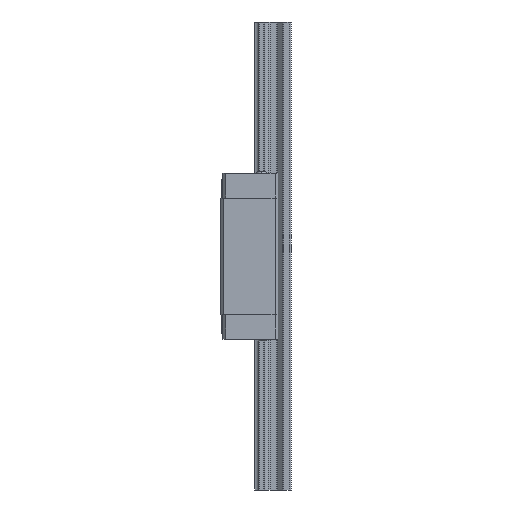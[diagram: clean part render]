
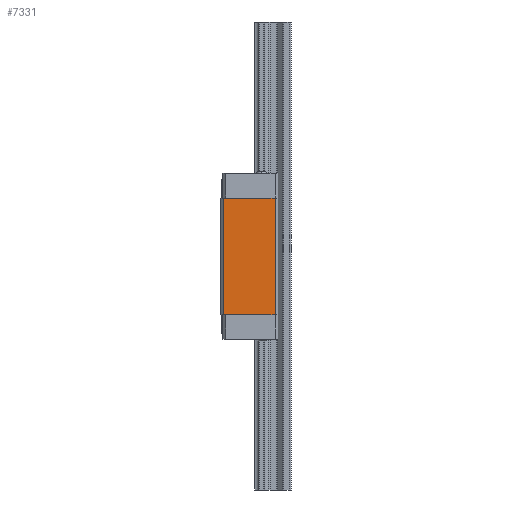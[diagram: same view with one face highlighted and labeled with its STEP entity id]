
A CAD part, left-side view. The second image highlights one B-rep face of the part: STEP entity #7331.
In plain terms, the highlighted planar face has unit normal (-1, 0, 0).
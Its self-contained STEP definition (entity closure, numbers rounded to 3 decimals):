
#604=DIRECTION('',(0.,0.,1.));
#605=VECTOR('',#604,39.8);
#606=CARTESIAN_POINT('',(-17.,-18.5,0.));
#607=LINE('',#606,#605);
#612=DIRECTION('',(0.,0.,1.));
#613=VECTOR('',#612,39.8);
#614=CARTESIAN_POINT('',(-17.,-1.,0.));
#615=LINE('',#614,#613);
#616=DIRECTION('',(0.,1.,0.));
#617=VECTOR('',#616,17.5);
#618=CARTESIAN_POINT('',(-17.,-18.5,0.));
#619=LINE('',#618,#617);
#2591=DIRECTION('',(0.,1.,0.));
#2592=VECTOR('',#2591,17.5);
#2593=CARTESIAN_POINT('',(-17.,-18.5,39.8));
#2594=LINE('',#2593,#2592);
#5218=CARTESIAN_POINT('',(-17.,-1.,0.));
#5219=VERTEX_POINT('',#5218);
#5220=CARTESIAN_POINT('',(-17.,-18.5,0.));
#5221=VERTEX_POINT('',#5220);
#5450=CARTESIAN_POINT('',(-17.,-18.5,39.8));
#5451=VERTEX_POINT('',#5450);
#5452=CARTESIAN_POINT('',(-17.,-1.,39.8));
#5453=VERTEX_POINT('',#5452);
#7318=CARTESIAN_POINT('',(-17.,-1.,0.));
#7319=DIRECTION('',(-1.,0.,0.));
#7320=DIRECTION('',(0.,-1.,0.));
#7321=AXIS2_PLACEMENT_3D('',#7318,#7319,#7320);
#7322=PLANE('',#7321);
#7324=ORIENTED_EDGE('',*,*,#7323,.T.);
#7326=ORIENTED_EDGE('',*,*,#7325,.F.);
#7327=ORIENTED_EDGE('',*,*,#7309,.F.);
#7328=ORIENTED_EDGE('',*,*,#6776,.T.);
#7329=EDGE_LOOP('',(#7324,#7326,#7327,#7328));
#7330=FACE_OUTER_BOUND('',#7329,.F.);
#7331=ADVANCED_FACE('',(#7330),#7322,.T.);
#6776=EDGE_CURVE('',#5221,#5219,#619,.T.);
#7309=EDGE_CURVE('',#5221,#5451,#607,.T.);
#7323=EDGE_CURVE('',#5219,#5453,#615,.T.);
#7325=EDGE_CURVE('',#5451,#5453,#2594,.T.);
